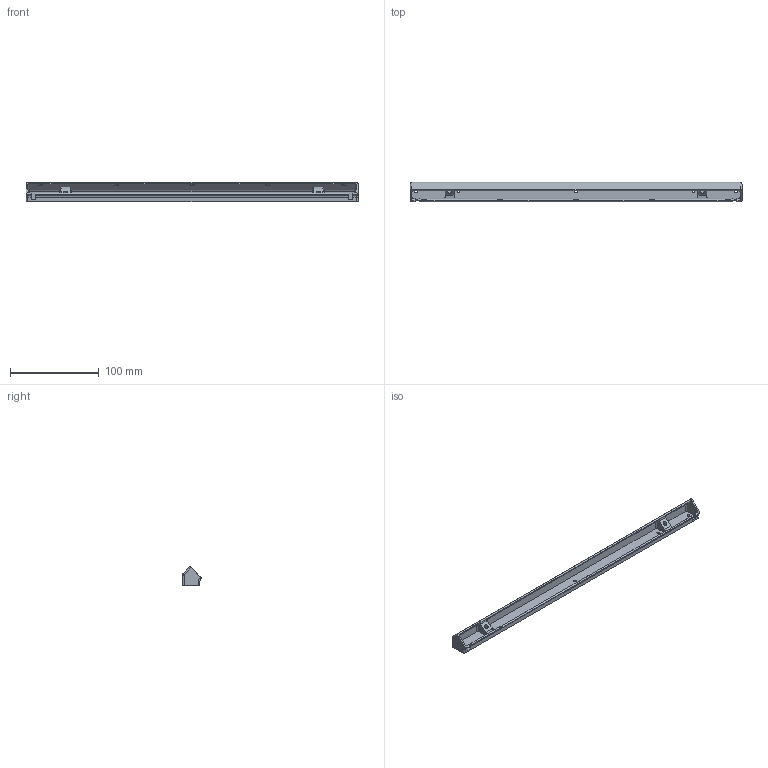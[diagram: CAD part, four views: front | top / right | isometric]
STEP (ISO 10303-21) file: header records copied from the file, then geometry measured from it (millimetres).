
FILE_DESCRIPTION(/* description */ (''),/* implementation_level */ '2;1');
FILE_NAME(/* name */ 'Disco On A Stick XXL.step',/* time_stamp */ '2024-03-06T23:21:44+01:00',/* author */ (''),/* organization */ (''),/* preprocessor_version */ 'ST-DEVELOPER v20',/* originating_system */ 'Autodesk Translation Framework v12.20.1.177',/* authorisation */ '');
FILE_SCHEMA (('AUTOMOTIVE_DESIGN { 1 0 10303 214 3 1 1 }'));
Length unit declared in the file: millimetre
Products named in the file (1): LED Tray
Bounding box: 374 x 22.01 x 21.41 mm (x, y, z)
Volume: 37008.1 mm3; surface area: 39902.9 mm2
Topology: 1 solids, 1 shells, 230 faces, 586 edges, 360 vertices
Faces by surface type: plane 119, cylinder 75, bspline 18, cone 10, torus 8
Full cylindrical faces by diameter (mm): 3.2 x5, 4.7 x2
Entity records: 7182 total; most frequent: CARTESIAN_POINT 1567, DIRECTION 1184, ORIENTED_EDGE 1172, EDGE_CURVE 586, AXIS2_PLACEMENT_3D 419, VERTEX_POINT 360, LINE 346, VECTOR 346
